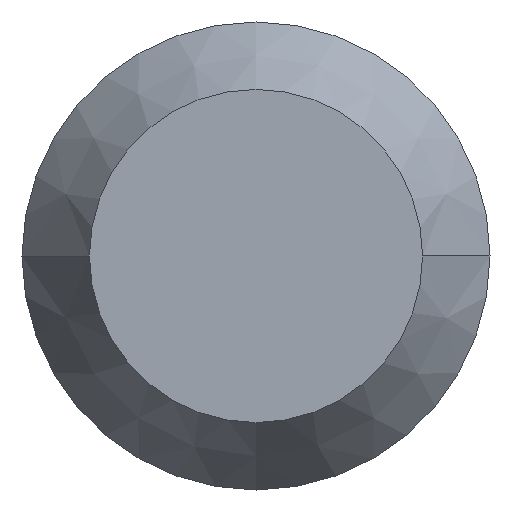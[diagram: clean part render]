
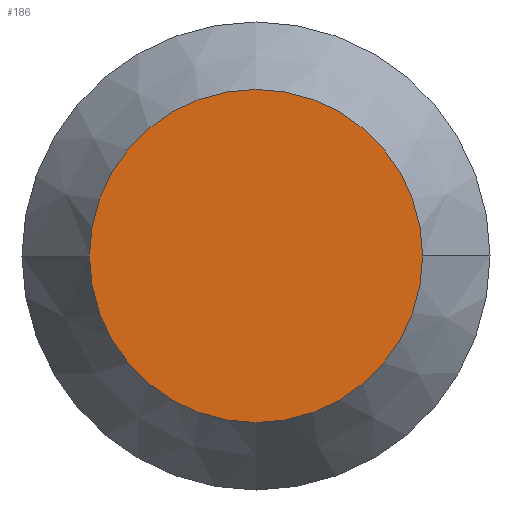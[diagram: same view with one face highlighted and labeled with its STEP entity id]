
A CAD part, front view. The second image highlights one B-rep face of the part: STEP entity #186.
In plain terms, the highlighted planar face has unit normal (0, -1, 0).
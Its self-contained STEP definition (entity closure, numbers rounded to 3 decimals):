
#128=CARTESIAN_POINT('POINT7',(-8.9,0.,0.));
#129=VERTEX_POINT('VERTEX7',#128);
#136=CARTESIAN_POINT('POINT8',(8.9,0.,0.))
   ;
#137=VERTEX_POINT('VERTEX8',#136);
#138=CARTESIAN_POINT('POS17',(0.,0.,0.));
#139=DIRECTION('DIR28',(0.,-1.,0.));
#140=DIRECTION('DIR29',(1.,0.,0.));
#141=AXIS2_PLACEMENT_3D('AXIS12',#138,#139,#140);
#142=CIRCLE('ELLIPSE7',#141,8.9);
#143=EDGE_CURVE('EDGE12',#137,#129,#142,.T.);
#159=CARTESIAN_POINT('POS20',(0.,0.,0.))
   ;
#160=DIRECTION('DIR33',(0.,1.,0.));
#161=DIRECTION('DIR34',(1.,0.,0.));
#162=AXIS2_PLACEMENT_3D('AXIS14',#159,#160,#161);
#163=CIRCLE('ELLIPSE8',#162,8.9);
#164=EDGE_CURVE('EDGE14',#137,#129,#163,.T.);
#177=ORIENTED_EDGE('COEDGE27',*,*,#164,.F.);
#178=ORIENTED_EDGE('COEDGE28',*,*,#143,.T.);
#179=EDGE_LOOP('NONE',(#177,#178));
#180=FACE_BOUND('LOOP1',#179,.T.);
#181=CARTESIAN_POINT('POS22',(0.,0.,0.));
#182=DIRECTION('DIR37',(0.,-1.,0.));
#183=DIRECTION('DIR38',(1.,0.,0.));
#184=AXIS2_PLACEMENT_3D('AXIS16',#181,#182,#183);
#185=PLANE('PLANE2',#184);
#186=ADVANCED_FACE('FACE8',(#180),#185,.T.);
